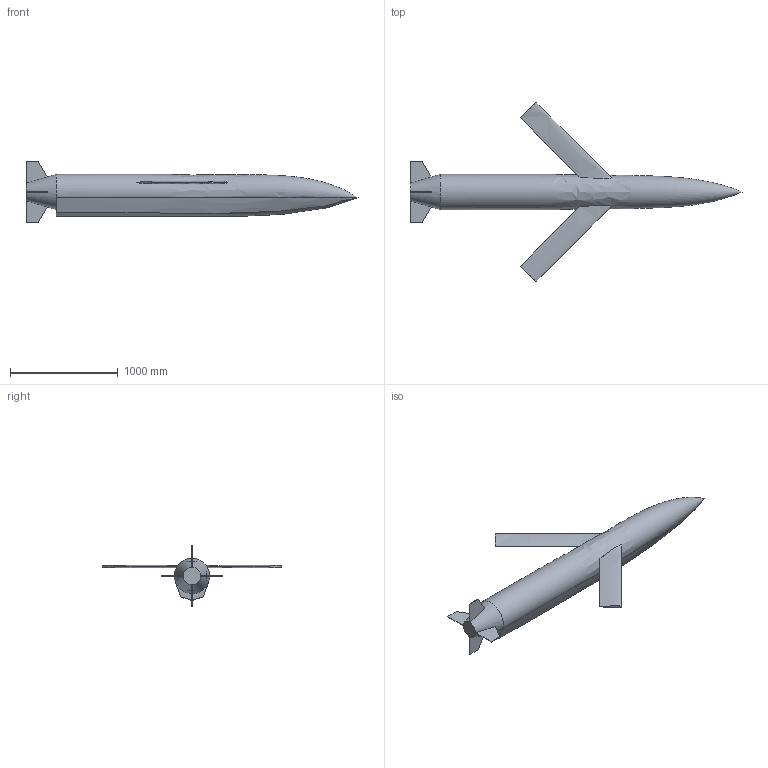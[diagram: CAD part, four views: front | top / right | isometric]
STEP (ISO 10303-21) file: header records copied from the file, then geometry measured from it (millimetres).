
FILE_DESCRIPTION(/* description */ (''),/* implementation_level */ '2;1');
FILE_NAME(/* name */ 'zy.stp',/* time_stamp */ '2024-09-02T09:22:15+08:00',/* author */ (''),/* organization */ (''),/* preprocessor_version */ 'ST-DEVELOPER v16.7',/* originating_system */ 'SIEMENS PLM Software NX 12.0',/* authorisation */ '');
FILE_SCHEMA (('AUTOMOTIVE_DESIGN { 1 0 10303 214 3 1 1 1 }'));
Length unit declared in the file: millimetre
Products named in the file (1): _ConfigurationModel_new_45
Bounding box: 3080 x 1663.06 x 572.35 mm (x, y, z)
Volume: 246591081.5 mm3; surface area: 4026934.3 mm2
Topology: 1 solids, 1 shells, 45 faces, 112 edges, 66 vertices
Faces by surface type: plane 33, bspline 12
Entity records: 10379 total; most frequent: CARTESIAN_POINT 9459, ORIENTED_EDGE 208, DIRECTION 119, EDGE_CURVE 104, VERTEX_POINT 64, B_SPLINE_CURVE_WITH_KNOTS 53, LINE 51, VECTOR 51
